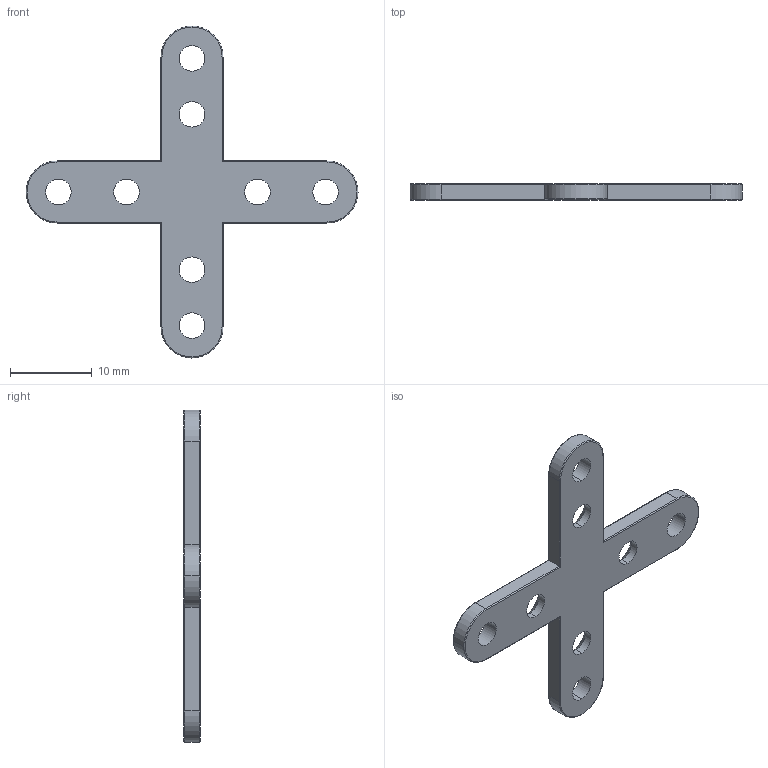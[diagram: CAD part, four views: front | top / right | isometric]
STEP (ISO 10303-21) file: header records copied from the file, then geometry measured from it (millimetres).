
FILE_DESCRIPTION (( 'STEP AP214' ), '1' );
FILE_NAME ('Support_2MM_Al6061_2212.STEP', '2019-12-28T07:40:38', ( '' ), ( '' ), 'SwSTEP 2.0', 'SolidWorks 2016', '' );
FILE_SCHEMA (( 'AUTOMOTIVE_DESIGN' ));
Length unit declared in the file: millimetre
Products named in the file (2): Support_2MM_Al6061_2212
Bounding box: 40.6 x 2 x 40.6 mm (x, y, z)
Volume: 921.6 mm3; surface area: 1368.4 mm2
Topology: 1 solids, 1 shells, 66 faces, 160 edges, 96 vertices
Faces by surface type: cylinder 38, torus 10, plane 10, cone 8
Entity records: 2011 total; most frequent: DIRECTION 370, CARTESIAN_POINT 348, ORIENTED_EDGE 320, EDGE_CURVE 160, AXIS2_PLACEMENT_3D 150, VERTEX_POINT 96, CIRCLE 82, EDGE_LOOP 82
